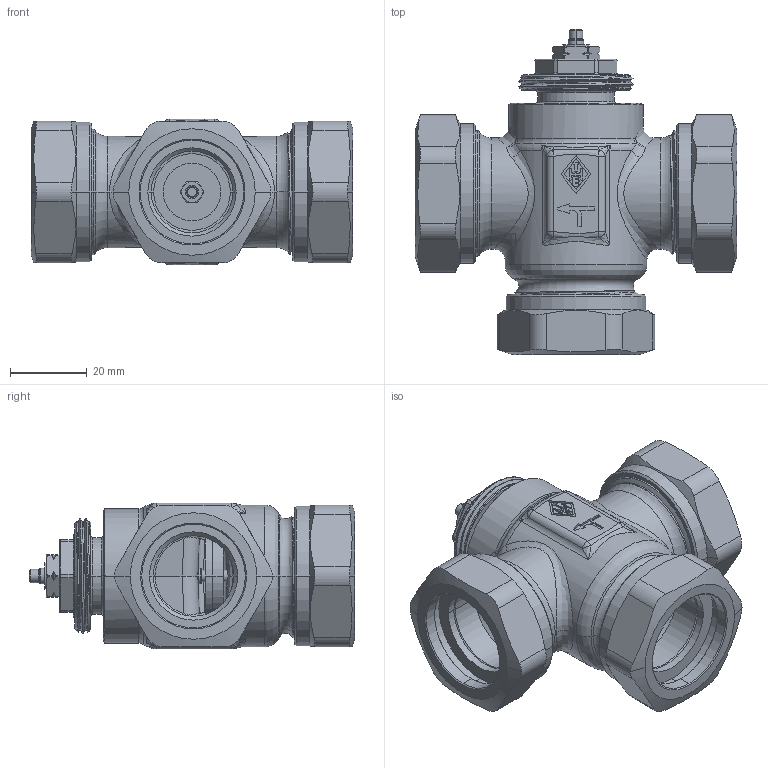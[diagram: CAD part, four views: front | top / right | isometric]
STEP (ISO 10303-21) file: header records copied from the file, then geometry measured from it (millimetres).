
FILE_DESCRIPTION((''),'2;1');
FILE_NAME('4170-23-000-PROSPEKT_SW0001','2014-05-28T',('marann'),(''),'PRO/ENGINEER BY PARAMETRIC TECHNOLOGY CORPORATION, 2011490','PRO/ENGINEER BY PARAMETRIC TECHNOLOGY CORPORATION, 2011490','');
FILE_SCHEMA(('CONFIG_CONTROL_DESIGN'));
Length unit declared in the file: millimetre
Products named in the file (1): 4170-23-000-PROSPEKT_SW0001
Bounding box: 83.8 x 84.8 x 38 mm (x, y, z)
Volume: 68075.1 mm3; surface area: 38653.8 mm2
Topology: 1 solids, 1 shells, 1096 faces, 2779 edges, 1724 vertices
Faces by surface type: plane 419, cylinder 273, bspline 157, cone 139, torus 90, sphere 18
Entity records: 57487 total; most frequent: CARTESIAN_POINT 32467, ORIENTED_EDGE 5554, DIRECTION 4725, EDGE_CURVE 2777, VERTEX_POINT 1724, AXIS2_PLACEMENT_3D 1710, VECTOR 1305, LINE 1305
